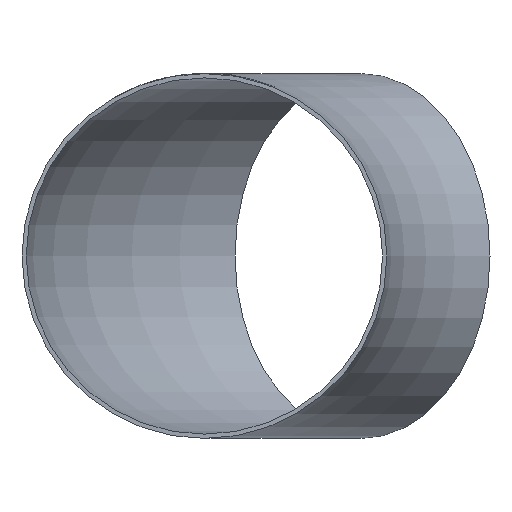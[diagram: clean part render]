
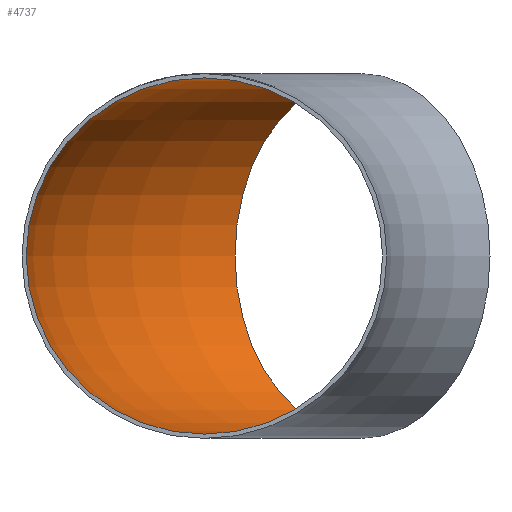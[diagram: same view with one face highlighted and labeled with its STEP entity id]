
A CAD part, front view. The second image highlights one B-rep face of the part: STEP entity #4737.
In plain terms, the highlighted toroidal (fillet/blend) face has major radius 375 mm and minor radius 125 mm.
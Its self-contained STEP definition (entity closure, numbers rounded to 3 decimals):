
#187 = TOROIDAL_SURFACE ( 'NONE', #19733, 375., 125. ) ;
#607 = EDGE_LOOP ( 'NONE', ( #11480 ) ) ;
#3161 = CARTESIAN_POINT ( 'NONE',  ( -265.165, 265.165, 0. ) ) ;
#3358 = CARTESIAN_POINT ( 'NONE',  ( -375., 0., 0. ) ) ;
#3593 = CARTESIAN_POINT ( 'NONE',  ( -353.553, 353.553, 0. ) ) ;
#4553 = DIRECTION ( 'NONE',  ( 0., 0., -1. ) ) ;
#4737 = ADVANCED_FACE ( 'NONE', ( #14048, #18587 ), #187, .F. ) ;
#5703 = CIRCLE ( 'NONE', #23204, 125. ) ;
#6024 = ORIENTED_EDGE ( 'NONE', *, *, #15594, .F. ) ;
#7340 = AXIS2_PLACEMENT_3D ( 'NONE', #3161, #22188, #12977 ) ;
#8131 = CARTESIAN_POINT ( 'NONE',  ( -375., 0., 125. ) ) ;
#8372 = DIRECTION ( 'NONE',  ( 0., 1., 0. ) ) ;
#9082 = CARTESIAN_POINT ( 'NONE',  ( 0., 0., 0. ) ) ;
#11480 = ORIENTED_EDGE ( 'NONE', *, *, #27581, .T. ) ;
#12977 = DIRECTION ( 'NONE',  ( -0.707, 0.707, 0. ) ) ;
#14048 = FACE_OUTER_BOUND ( 'NONE', #607, .T. ) ;
#15345 = VERTEX_POINT ( 'NONE', #3593 ) ;
#15594 = EDGE_CURVE ( 'NONE', #22933, #22933, #5703, .T. ) ;
#16055 = CIRCLE ( 'NONE', #7340, 125. ) ;
#18189 = DIRECTION ( 'NONE',  ( 0., 0., 1. ) ) ;
#18587 = FACE_OUTER_BOUND ( 'NONE', #31659, .T. ) ;
#19733 = AXIS2_PLACEMENT_3D ( 'NONE', #9082, #4553, #21491 ) ;
#21491 = DIRECTION ( 'NONE',  ( -1., 0., 0. ) ) ;
#22188 = DIRECTION ( 'NONE',  ( 0.707, 0.707, 0. ) ) ;
#22933 = VERTEX_POINT ( 'NONE', #8131 ) ;
#23204 = AXIS2_PLACEMENT_3D ( 'NONE', #3358, #8372, #18189 ) ;
#27581 = EDGE_CURVE ( 'NONE', #15345, #15345, #16055, .T. ) ;
#31659 = EDGE_LOOP ( 'NONE', ( #6024 ) ) ;
